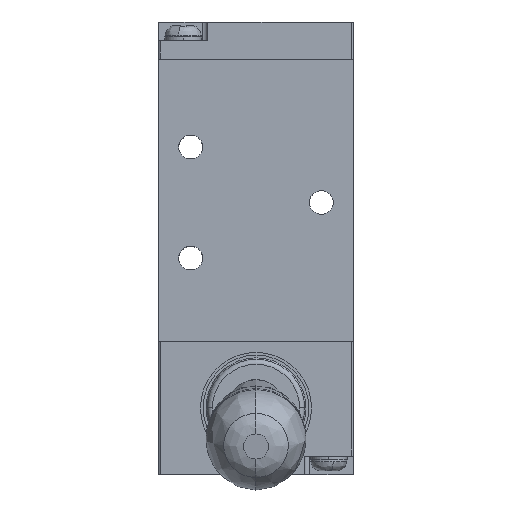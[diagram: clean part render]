
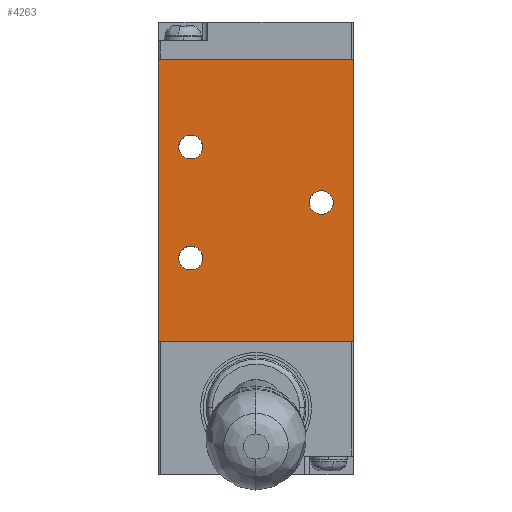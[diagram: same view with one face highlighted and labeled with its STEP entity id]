
A CAD part, top view. The second image highlights one B-rep face of the part: STEP entity #4263.
In plain terms, the highlighted planar face has unit normal (0, 0, 1).
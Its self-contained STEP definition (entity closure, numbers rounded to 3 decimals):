
#68 = CARTESIAN_POINT ( 'NONE',  ( -17.5, 0., 11. ) ) ;
#340 = VECTOR ( 'NONE', #5084, 1000. ) ;
#409 = VERTEX_POINT ( 'NONE', #2597 ) ;
#667 = DIRECTION ( 'NONE',  ( 1., 0., 0. ) ) ;
#1096 = DIRECTION ( 'NONE',  ( 1., 0., 0. ) ) ;
#1217 = LINE ( 'NONE', #2043, #1993 ) ;
#1421 = DIRECTION ( 'NONE',  ( 0., 0., 1. ) ) ;
#1488 = CIRCLE ( 'NONE', #1703, 2.15 ) ;
#1703 = AXIS2_PLACEMENT_3D ( 'NONE', #4339, #7607, #5839 ) ;
#1891 = VERTEX_POINT ( 'NONE', #68 ) ;
#1993 = VECTOR ( 'NONE', #4632, 1000. ) ;
#2043 = CARTESIAN_POINT ( 'NONE',  ( -17.5, 50.8, 11. ) ) ;
#2058 = CARTESIAN_POINT ( 'NONE',  ( -13.9, 15., 11. ) ) ;
#2181 = ORIENTED_EDGE ( 'NONE', *, *, #8244, .F. ) ;
#2206 = VERTEX_POINT ( 'NONE', #8919 ) ;
#2267 = EDGE_CURVE ( 'NONE', #7300, #2206, #7329, .T. ) ;
#2272 = CARTESIAN_POINT ( 'NONE',  ( 11.75, 25., 11. ) ) ;
#2335 = CARTESIAN_POINT ( 'NONE',  ( -9.6, 15., 11. ) ) ;
#2564 = VERTEX_POINT ( 'NONE', #2058 ) ;
#2597 = CARTESIAN_POINT ( 'NONE',  ( -9.6, 35., 11. ) ) ;
#2730 = CARTESIAN_POINT ( 'NONE',  ( -13.9, 35., 11. ) ) ;
#2736 = ORIENTED_EDGE ( 'NONE', *, *, #6746, .F. ) ;
#2805 = ORIENTED_EDGE ( 'NONE', *, *, #9939, .T. ) ;
#2846 = DIRECTION ( 'NONE',  ( 0., 0., 1. ) ) ;
#2931 = ORIENTED_EDGE ( 'NONE', *, *, #2267, .T. ) ;
#2935 = EDGE_LOOP ( 'NONE', ( #2736, #3450 ) ) ;
#2967 = EDGE_CURVE ( 'NONE', #2564, #8246, #8368, .T. ) ;
#3001 = DIRECTION ( 'NONE',  ( 0., 0., 1. ) ) ;
#3261 = EDGE_CURVE ( 'NONE', #8727, #9559, #9765, .T. ) ;
#3408 = CARTESIAN_POINT ( 'NONE',  ( 17.5, 50.8, 11. ) ) ;
#3450 = ORIENTED_EDGE ( 'NONE', *, *, #2967, .F. ) ;
#3505 = AXIS2_PLACEMENT_3D ( 'NONE', #8902, #3990, #9760 ) ;
#3554 = DIRECTION ( 'NONE',  ( 1., 0., 0. ) ) ;
#3573 = ORIENTED_EDGE ( 'NONE', *, *, #5938, .T. ) ;
#3643 = DIRECTION ( 'NONE',  ( -1., 0., 0. ) ) ;
#3917 = CARTESIAN_POINT ( 'NONE',  ( 11.75, 25., 11. ) ) ;
#3949 = VECTOR ( 'NONE', #3643, 1000. ) ;
#3990 = DIRECTION ( 'NONE',  ( 0., 0., 1. ) ) ;
#4182 = FACE_BOUND ( 'NONE', #2935, .T. ) ;
#4205 = CIRCLE ( 'NONE', #5591, 2.15 ) ;
#4263 = ADVANCED_FACE ( 'NONE', ( #4182, #9590, #4327, #6246 ), #9234, .T. ) ;
#4327 = FACE_BOUND ( 'NONE', #4418, .T. ) ;
#4330 = ORIENTED_EDGE ( 'NONE', *, *, #3261, .F. ) ;
#4339 = CARTESIAN_POINT ( 'NONE',  ( -11.75, 35., 11. ) ) ;
#4418 = EDGE_LOOP ( 'NONE', ( #9482, #4330 ) ) ;
#4632 = DIRECTION ( 'NONE',  ( 0., -1., 0. ) ) ;
#4916 = CARTESIAN_POINT ( 'NONE',  ( -11.75, 35., 11. ) ) ;
#4978 = CARTESIAN_POINT ( 'NONE',  ( -17.5, 50.8, 11. ) ) ;
#5084 = DIRECTION ( 'NONE',  ( 1., 0., 0. ) ) ;
#5100 = ORIENTED_EDGE ( 'NONE', *, *, #6359, .T. ) ;
#5147 = CARTESIAN_POINT ( 'NONE',  ( 17.5, 0., 11. ) ) ;
#5308 = CARTESIAN_POINT ( 'NONE',  ( 9.6, 25., 11. ) ) ;
#5529 = DIRECTION ( 'NONE',  ( 0., 1., 0. ) ) ;
#5591 = AXIS2_PLACEMENT_3D ( 'NONE', #4916, #9702, #7248 ) ;
#5838 = AXIS2_PLACEMENT_3D ( 'NONE', #6149, #2846, #1096 ) ;
#5839 = DIRECTION ( 'NONE',  ( 1., 0., 0. ) ) ;
#5924 = VERTEX_POINT ( 'NONE', #2730 ) ;
#5938 = EDGE_CURVE ( 'NONE', #6189, #1891, #1217, .T. ) ;
#5954 = CARTESIAN_POINT ( 'NONE',  ( 0., 0., 11. ) ) ;
#5981 = AXIS2_PLACEMENT_3D ( 'NONE', #2272, #3001, #667 ) ;
#6137 = LINE ( 'NONE', #3408, #3949 ) ;
#6149 = CARTESIAN_POINT ( 'NONE',  ( -11.75, 15., 11. ) ) ;
#6189 = VERTEX_POINT ( 'NONE', #4978 ) ;
#6246 = FACE_OUTER_BOUND ( 'NONE', #10060, .T. ) ;
#6267 = EDGE_CURVE ( 'NONE', #5924, #409, #1488, .T. ) ;
#6359 = EDGE_CURVE ( 'NONE', #1891, #7300, #9975, .T. ) ;
#6746 = EDGE_CURVE ( 'NONE', #8246, #2564, #7637, .T. ) ;
#6937 = EDGE_CURVE ( 'NONE', #9559, #8727, #9425, .T. ) ;
#6990 = CARTESIAN_POINT ( 'NONE',  ( 13.9, 25., 11. ) ) ;
#7071 = AXIS2_PLACEMENT_3D ( 'NONE', #3917, #1421, #10506 ) ;
#7248 = DIRECTION ( 'NONE',  ( 1., 0., 0. ) ) ;
#7300 = VERTEX_POINT ( 'NONE', #5147 ) ;
#7329 = LINE ( 'NONE', #10524, #7839 ) ;
#7439 = AXIS2_PLACEMENT_3D ( 'NONE', #5954, #7619, #3554 ) ;
#7607 = DIRECTION ( 'NONE',  ( 0., 0., 1. ) ) ;
#7619 = DIRECTION ( 'NONE',  ( 0., 0., 1. ) ) ;
#7637 = CIRCLE ( 'NONE', #3505, 2.15 ) ;
#7646 = CARTESIAN_POINT ( 'NONE',  ( -17.5, 0., 11. ) ) ;
#7839 = VECTOR ( 'NONE', #5529, 1000. ) ;
#7892 = EDGE_LOOP ( 'NONE', ( #2181, #9796 ) ) ;
#8244 = EDGE_CURVE ( 'NONE', #409, #5924, #4205, .T. ) ;
#8246 = VERTEX_POINT ( 'NONE', #2335 ) ;
#8368 = CIRCLE ( 'NONE', #5838, 2.15 ) ;
#8727 = VERTEX_POINT ( 'NONE', #5308 ) ;
#8902 = CARTESIAN_POINT ( 'NONE',  ( -11.75, 15., 11. ) ) ;
#8919 = CARTESIAN_POINT ( 'NONE',  ( 17.5, 50.8, 11. ) ) ;
#9234 = PLANE ( 'NONE',  #7439 ) ;
#9425 = CIRCLE ( 'NONE', #5981, 2.15 ) ;
#9482 = ORIENTED_EDGE ( 'NONE', *, *, #6937, .F. ) ;
#9559 = VERTEX_POINT ( 'NONE', #6990 ) ;
#9590 = FACE_BOUND ( 'NONE', #7892, .T. ) ;
#9702 = DIRECTION ( 'NONE',  ( 0., 0., 1. ) ) ;
#9760 = DIRECTION ( 'NONE',  ( 1., 0., 0. ) ) ;
#9765 = CIRCLE ( 'NONE', #7071, 2.15 ) ;
#9796 = ORIENTED_EDGE ( 'NONE', *, *, #6267, .F. ) ;
#9939 = EDGE_CURVE ( 'NONE', #2206, #6189, #6137, .T. ) ;
#9975 = LINE ( 'NONE', #7646, #340 ) ;
#10060 = EDGE_LOOP ( 'NONE', ( #2805, #3573, #5100, #2931 ) ) ;
#10506 = DIRECTION ( 'NONE',  ( 1., 0., 0. ) ) ;
#10524 = CARTESIAN_POINT ( 'NONE',  ( 17.5, 0., 11. ) ) ;
